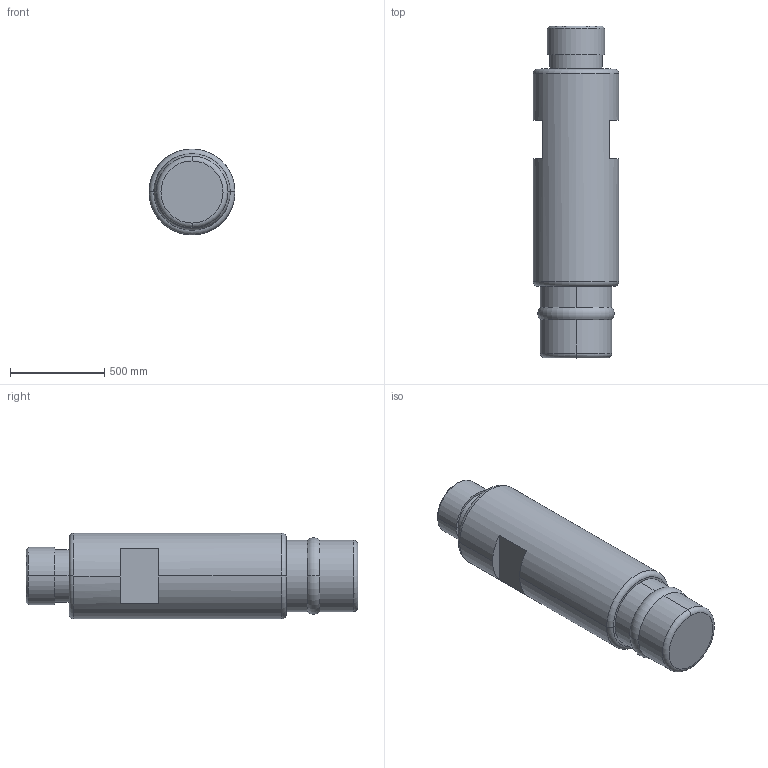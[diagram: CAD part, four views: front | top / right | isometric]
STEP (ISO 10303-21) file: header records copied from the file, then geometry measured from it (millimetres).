
FILE_DESCRIPTION((''),'2;1');
FILE_NAME('CAD0692','2010-03-04T',('Ingenieurbuero Eiseler'),('Pepperl+Fuchs'),'PRO/ENGINEER BY PARAMETRIC TECHNOLOGY CORPORATION, 2007250','PRO/ENGINEER BY PARAMETRIC TECHNOLOGY CORPORATION, 2007250','');
FILE_SCHEMA(('CONFIG_CONTROL_DESIGN'));
Length unit declared in the file: millimetre
Products named in the file (1): CAD0692
Bounding box: 457.2 x 1765.3 x 457.19 mm (x, y, z)
Volume: 244995469.3 mm3; surface area: 2669698.4 mm2
Topology: 1 solids, 1 shells, 31 faces, 142 edges, 124 vertices
Faces by surface type: plane 11, cylinder 10, torus 8, cone 2
Entity records: 2017 total; most frequent: DIRECTION 286, CARTESIAN_POINT 234, ORIENTED_EDGE 172, PRESENTATION_STYLE_ASSIGNMENT 164, STYLED_ITEM 156, CURVE_STYLE 149, AXIS2_PLACEMENT_3D 112, EDGE_CURVE 86
